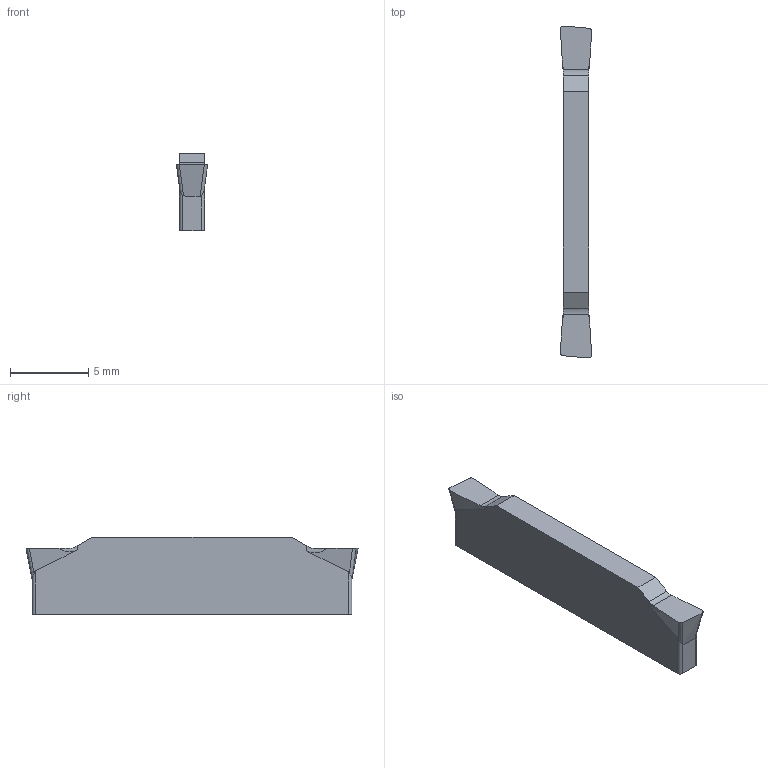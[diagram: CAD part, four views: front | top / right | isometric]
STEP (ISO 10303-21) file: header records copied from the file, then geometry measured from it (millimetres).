
FILE_DESCRIPTION((''),'2;1');
FILE_NAME('GY2M0200D020L05','2021-02-26T10:30:44',('tlyac05'),('PTC Japan'),'CREO PARAMETRIC BY PTC INC, 2018500','CREO PARAMETRIC BY PTC INC, 2018500','');
FILE_SCHEMA(('AUTOMOTIVE_DESIGN { 1 0 10303 214 1 1 1 1 }'));
Length unit declared in the file: millimetre
Products named in the file (1): GY2M0200D020L05
Bounding box: 2 x 21.2 x 4.93 mm (x, y, z)
Volume: 155.4 mm3; surface area: 274.6 mm2
Topology: 1 solids, 1 shells, 30 faces, 112 edges, 84 vertices
Faces by surface type: plane 14, cylinder 10, bspline 6
Entity records: 2203 total; most frequent: CARTESIAN_POINT 611, ORIENTED_EDGE 168, PRESENTATION_STYLE_ASSIGNMENT 145, DIRECTION 128, STYLED_ITEM 115, CURVE_STYLE 114, EDGE_CURVE 84, FILL_AREA_STYLE_COLOUR 61
